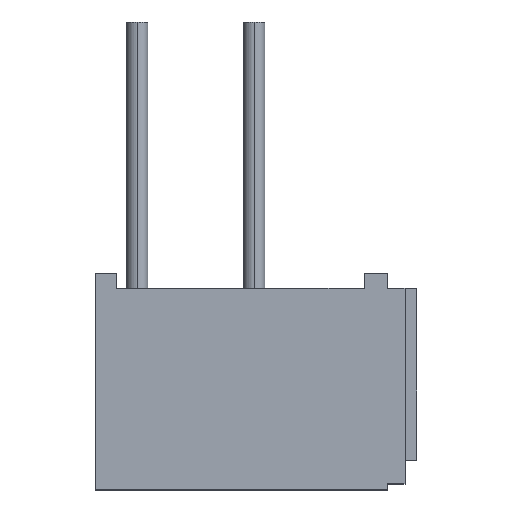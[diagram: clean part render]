
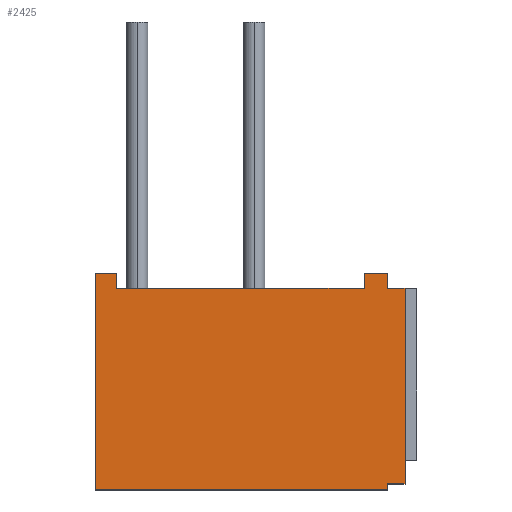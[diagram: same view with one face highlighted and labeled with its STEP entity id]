
A CAD part, top view. The second image highlights one B-rep face of the part: STEP entity #2425.
In plain terms, the highlighted planar face has unit normal (0, 0, 1).
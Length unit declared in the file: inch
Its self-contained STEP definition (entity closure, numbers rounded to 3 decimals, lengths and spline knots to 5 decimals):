
#1892 = VERTEX_POINT ( 'NONE', #8993 ) ;
#1894 = EDGE_CURVE ( 'NONE', #1895, #1892, #8990, .T. ) ;
#1895 = VERTEX_POINT ( 'NONE', #8988 ) ;
#2148 = EDGE_CURVE ( 'NONE', #2224, #2231, #9025, .T. ) ;
#2158 = EDGE_CURVE ( 'NONE', #2159, #1895, #9010, .T. ) ;
#2159 = VERTEX_POINT ( 'NONE', #9006 ) ;
#2199 = VERTEX_POINT ( 'NONE', #9072 ) ;
#2201 = EDGE_CURVE ( 'NONE', #2199, #1892, #9067, .T. ) ;
#2212 = VERTEX_POINT ( 'NONE', #9097 ) ;
#2214 = EDGE_CURVE ( 'NONE', #2215, #2212, #9094, .T. ) ;
#2215 = VERTEX_POINT ( 'NONE', #9093 ) ;
#2224 = VERTEX_POINT ( 'NONE', #9122 ) ;
#2231 = VERTEX_POINT ( 'NONE', #9114 ) ;
#2364 = EDGE_CURVE ( 'NONE', #2365, #2224, #9311, .T. ) ;
#2365 = VERTEX_POINT ( 'NONE', #9310 ) ;
#2375 = EDGE_CURVE ( 'NONE', #2159, #2231, #9338, .T. ) ;
#2392 = ORIENTED_EDGE ( 'NONE', *, *, #2393, .T. ) ;
#2393 = EDGE_CURVE ( 'NONE', #2475, #2420, #9365, .T. ) ;
#2403 = ORIENTED_EDGE ( 'NONE', *, *, #2419, .T. ) ;
#2404 = ORIENTED_EDGE ( 'NONE', *, *, #2214, .T. ) ;
#2405 = ORIENTED_EDGE ( 'NONE', *, *, #2432, .F. ) ;
#2406 = ORIENTED_EDGE ( 'NONE', *, *, #2407, .F. ) ;
#2407 = EDGE_CURVE ( 'NONE', #2365, #2430, #9391, .T. ) ;
#2408 = ORIENTED_EDGE ( 'NONE', *, *, #2364, .T. ) ;
#2409 = ORIENTED_EDGE ( 'NONE', *, *, #2148, .T. ) ;
#2410 = ORIENTED_EDGE ( 'NONE', *, *, #2375, .F. ) ;
#2411 = ORIENTED_EDGE ( 'NONE', *, *, #2158, .T. ) ;
#2412 = ORIENTED_EDGE ( 'NONE', *, *, #1894, .T. ) ;
#2419 = EDGE_CURVE ( 'NONE', #2420, #2215, #9416, .T. ) ;
#2420 = VERTEX_POINT ( 'NONE', #9415 ) ;
#2425 = ADVANCED_FACE ( 'NONE', ( #9410 ), #9411, .F. ) ;
#2426 = EDGE_LOOP ( 'NONE', ( #2403, #2404, #2405, #2406, #2408, #2409, #2410, #2411, #2412, #2472, #2473, #2392 ) ) ;
#2430 = VERTEX_POINT ( 'NONE', #9401 ) ;
#2432 = EDGE_CURVE ( 'NONE', #2430, #2212, #9398, .T. ) ;
#2472 = ORIENTED_EDGE ( 'NONE', *, *, #2201, .F. ) ;
#2473 = ORIENTED_EDGE ( 'NONE', *, *, #2474, .T. ) ;
#2474 = EDGE_CURVE ( 'NONE', #2199, #2475, #9482, .T. ) ;
#2475 = VERTEX_POINT ( 'NONE', #9481 ) ;
#8986 = CARTESIAN_POINT ( 'NONE',  ( 0.126, 0.005, 0.13 ) ) ;
#8987 = CARTESIAN_POINT ( 'NONE',  ( 0.126, 0., 0.13 ) ) ;
#8988 = CARTESIAN_POINT ( 'NONE',  ( 0.126, 0., 0.13 ) ) ;
#8990 = B_SPLINE_CURVE_WITH_KNOTS ( 'NONE', 1,
 ( #8987, #8986 ),
 .UNSPECIFIED., .F., .F.,
 ( 2, 2 ),
 ( 0., 1. ),
 .UNSPECIFIED. ) ;
#8993 = CARTESIAN_POINT ( 'NONE',  ( 0.126, 0.005, 0.13 ) ) ;
#9006 = CARTESIAN_POINT ( 'NONE',  ( -0.124, 0., 0.13 ) ) ;
#9007 = DIRECTION ( 'NONE',  ( 1., 0., 0. ) ) ;
#9008 = VECTOR ( 'NONE', #9007, 39.37008 ) ;
#9009 = CARTESIAN_POINT ( 'NONE',  ( -0.124, 0., 0.13 ) ) ;
#9010 = LINE ( 'NONE', #9009, #9008 ) ;
#9021 = CARTESIAN_POINT ( 'NONE',  ( -0.124, 0.185, 0.13 ) ) ;
#9022 = CARTESIAN_POINT ( 'NONE',  ( -0.106, 0.185, 0.13 ) ) ;
#9025 = B_SPLINE_CURVE_WITH_KNOTS ( 'NONE', 1,
 ( #9022, #9021 ),
 .UNSPECIFIED., .F., .F.,
 ( 2, 2 ),
 ( 0., 1. ),
 .UNSPECIFIED. ) ;
#9064 = CARTESIAN_POINT ( 'NONE',  ( 0.126, 0.005, 0.13 ) ) ;
#9065 = CARTESIAN_POINT ( 'NONE',  ( 0.141, 0.005, 0.13 ) ) ;
#9067 = B_SPLINE_CURVE_WITH_KNOTS ( 'NONE', 1,
 ( #9065, #9064 ),
 .UNSPECIFIED., .F., .F.,
 ( 2, 2 ),
 ( 0., 1. ),
 .UNSPECIFIED. ) ;
#9072 = CARTESIAN_POINT ( 'NONE',  ( 0.141, 0.005, 0.13 ) ) ;
#9091 = CARTESIAN_POINT ( 'NONE',  ( 0.106, 0.185, 0.13 ) ) ;
#9092 = CARTESIAN_POINT ( 'NONE',  ( 0.126, 0.185, 0.13 ) ) ;
#9093 = CARTESIAN_POINT ( 'NONE',  ( 0.126, 0.185, 0.13 ) ) ;
#9094 = B_SPLINE_CURVE_WITH_KNOTS ( 'NONE', 1,
 ( #9092, #9091 ),
 .UNSPECIFIED., .F., .F.,
 ( 2, 2 ),
 ( 0., 1. ),
 .UNSPECIFIED. ) ;
#9097 = CARTESIAN_POINT ( 'NONE',  ( 0.106, 0.185, 0.13 ) ) ;
#9114 = CARTESIAN_POINT ( 'NONE',  ( -0.124, 0.185, 0.13 ) ) ;
#9122 = CARTESIAN_POINT ( 'NONE',  ( -0.106, 0.185, 0.13 ) ) ;
#9309 = CARTESIAN_POINT ( 'NONE',  ( -0.106, 0.172, 0.13 ) ) ;
#9310 = CARTESIAN_POINT ( 'NONE',  ( -0.106, 0.172, 0.13 ) ) ;
#9311 = B_SPLINE_CURVE_WITH_KNOTS ( 'NONE', 1,
 ( #9309, #9352 ),
 .UNSPECIFIED., .F., .F.,
 ( 2, 2 ),
 ( 0., 1. ),
 .UNSPECIFIED. ) ;
#9336 = CARTESIAN_POINT ( 'NONE',  ( -0.124, 0.185, 0.13 ) ) ;
#9337 = CARTESIAN_POINT ( 'NONE',  ( -0.124, 0., 0.13 ) ) ;
#9338 = B_SPLINE_CURVE_WITH_KNOTS ( 'NONE', 1,
 ( #9337, #9336 ),
 .UNSPECIFIED., .F., .F.,
 ( 2, 2 ),
 ( 0., 1. ),
 .UNSPECIFIED. ) ;
#9352 = CARTESIAN_POINT ( 'NONE',  ( -0.106, 0.185, 0.13 ) ) ;
#9362 = CARTESIAN_POINT ( 'NONE',  ( 0.126, 0.172, 0.13 ) ) ;
#9363 = CARTESIAN_POINT ( 'NONE',  ( 0.141, 0.172, 0.13 ) ) ;
#9365 = B_SPLINE_CURVE_WITH_KNOTS ( 'NONE', 1,
 ( #9363, #9362 ),
 .UNSPECIFIED., .F., .F.,
 ( 2, 2 ),
 ( 0., 1. ),
 .UNSPECIFIED. ) ;
#9389 = CARTESIAN_POINT ( 'NONE',  ( 0.106, 0.172, 0.13 ) ) ;
#9390 = CARTESIAN_POINT ( 'NONE',  ( -0.106, 0.172, 0.13 ) ) ;
#9391 = B_SPLINE_CURVE_WITH_KNOTS ( 'NONE', 1,
 ( #9390, #9389 ),
 .UNSPECIFIED., .F., .F.,
 ( 2, 2 ),
 ( 0., 1. ),
 .UNSPECIFIED. ) ;
#9398 = B_SPLINE_CURVE_WITH_KNOTS ( 'NONE', 1,
 ( #9440, #9439 ),
 .UNSPECIFIED., .F., .F.,
 ( 2, 2 ),
 ( 0., 1. ),
 .UNSPECIFIED. ) ;
#9401 = CARTESIAN_POINT ( 'NONE',  ( 0.106, 0.172, 0.13 ) ) ;
#9403 = DIRECTION ( 'NONE',  ( -1., 0., 0. ) ) ;
#9404 = DIRECTION ( 'NONE',  ( 0., 0., -1. ) ) ;
#9405 = CARTESIAN_POINT ( 'NONE',  ( -0.124, 0., 0.13 ) ) ;
#9406 = AXIS2_PLACEMENT_3D ( 'NONE', #9405, #9404, #9403 ) ;
#9410 = FACE_OUTER_BOUND ( 'NONE', #2426, .T. ) ;
#9411 = PLANE ( 'NONE',  #9406 ) ;
#9413 = CARTESIAN_POINT ( 'NONE',  ( 0.126, 0.185, 0.13 ) ) ;
#9414 = CARTESIAN_POINT ( 'NONE',  ( 0.126, 0.172, 0.13 ) ) ;
#9415 = CARTESIAN_POINT ( 'NONE',  ( 0.126, 0.172, 0.13 ) ) ;
#9416 = B_SPLINE_CURVE_WITH_KNOTS ( 'NONE', 1,
 ( #9414, #9413 ),
 .UNSPECIFIED., .F., .F.,
 ( 2, 2 ),
 ( 0., 1. ),
 .UNSPECIFIED. ) ;
#9439 = CARTESIAN_POINT ( 'NONE',  ( 0.106, 0.185, 0.13 ) ) ;
#9440 = CARTESIAN_POINT ( 'NONE',  ( 0.106, 0.172, 0.13 ) ) ;
#9479 = CARTESIAN_POINT ( 'NONE',  ( 0.141, 0.172, 0.13 ) ) ;
#9480 = CARTESIAN_POINT ( 'NONE',  ( 0.141, 0.005, 0.13 ) ) ;
#9481 = CARTESIAN_POINT ( 'NONE',  ( 0.141, 0.172, 0.13 ) ) ;
#9482 = B_SPLINE_CURVE_WITH_KNOTS ( 'NONE', 1,
 ( #9480, #9479 ),
 .UNSPECIFIED., .F., .F.,
 ( 2, 2 ),
 ( 0., 1. ),
 .UNSPECIFIED. ) ;
